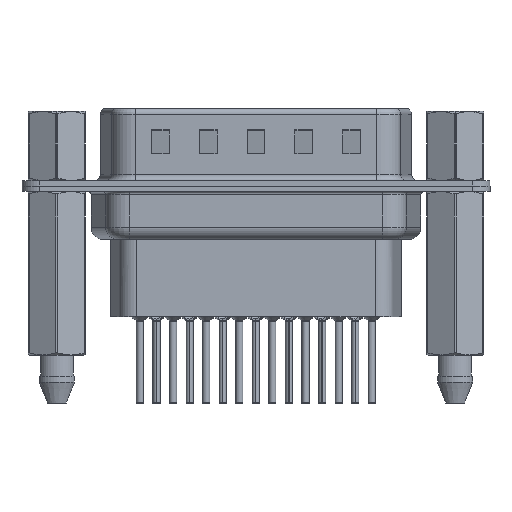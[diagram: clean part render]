
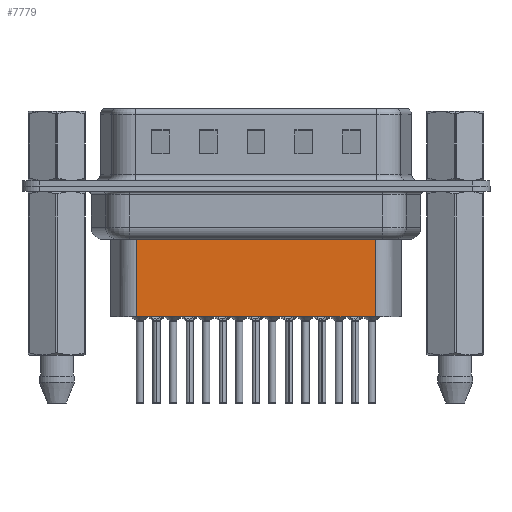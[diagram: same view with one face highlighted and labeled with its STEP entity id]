
A CAD part, front view. The second image highlights one B-rep face of the part: STEP entity #7779.
In plain terms, the highlighted planar face has unit normal (0, -1, 0).
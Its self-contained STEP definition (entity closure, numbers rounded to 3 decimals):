
#158 = CARTESIAN_POINT ( 'NONE',  ( 26.619, -3.5, -3.1 ) ) ;
#193 = FACE_OUTER_BOUND ( 'NONE', #11509, .T. ) ;
#750 = DIRECTION ( 'NONE',  ( -1., 0., 0. ) ) ;
#2617 = VERTEX_POINT ( 'NONE', #11979 ) ;
#2682 = VERTEX_POINT ( 'NONE', #5413 ) ;
#3849 = EDGE_CURVE ( 'NONE', #21391, #2682, #20699, .T. ) ;
#5361 = ORIENTED_EDGE ( 'NONE', *, *, #12866, .F. ) ;
#5413 = CARTESIAN_POINT ( 'NONE',  ( 6.681, -3.5, -4.097 ) ) ;
#5643 = ORIENTED_EDGE ( 'NONE', *, *, #3849, .T. ) ;
#6523 = DIRECTION ( 'NONE',  ( 0., 0., -1. ) ) ;
#6584 = CARTESIAN_POINT ( 'NONE',  ( 6.681, -3.5, -10.95 ) ) ;
#6986 = LINE ( 'NONE', #158, #15622 ) ;
#7779 = ADVANCED_FACE ( 'NONE', ( #193 ), #11396, .T. ) ;
#8278 = EDGE_CURVE ( 'NONE', #2682, #8866, #24019, .T. ) ;
#8866 = VERTEX_POINT ( 'NONE', #24422 ) ;
#9325 = CARTESIAN_POINT ( 'NONE',  ( 6.434, -3.5, -4.097 ) ) ;
#9350 = CARTESIAN_POINT ( 'NONE',  ( 6.681, -3.5, -3.1 ) ) ;
#10737 = ORIENTED_EDGE ( 'NONE', *, *, #11947, .F. ) ;
#10754 = ORIENTED_EDGE ( 'NONE', *, *, #8278, .T. ) ;
#11396 = PLANE ( 'NONE',  #27581 ) ;
#11509 = EDGE_LOOP ( 'NONE', ( #5361, #5643, #10754, #10737 ) ) ;
#11947 = EDGE_CURVE ( 'NONE', #2617, #8866, #13013, .T. ) ;
#11979 = CARTESIAN_POINT ( 'NONE',  ( 26.619, -3.5, -10.95 ) ) ;
#12866 = EDGE_CURVE ( 'NONE', #21391, #2617, #6986, .T. ) ;
#13013 = LINE ( 'NONE', #6584, #16585 ) ;
#13054 = VECTOR ( 'NONE', #750, 1000. ) ;
#15622 = VECTOR ( 'NONE', #17643, 1000. ) ;
#15929 = CARTESIAN_POINT ( 'NONE',  ( 26.619, -3.5, -4.097 ) ) ;
#16585 = VECTOR ( 'NONE', #26442, 1000. ) ;
#17643 = DIRECTION ( 'NONE',  ( 0., 0., -1. ) ) ;
#18254 = DIRECTION ( 'NONE',  ( 0., -1., 0. ) ) ;
#20294 = DIRECTION ( 'NONE',  ( 1., 0., 0. ) ) ;
#20699 = LINE ( 'NONE', #9325, #13054 ) ;
#21391 = VERTEX_POINT ( 'NONE', #15929 ) ;
#21832 = CARTESIAN_POINT ( 'NONE',  ( 6.681, -3.5, -3.1 ) ) ;
#24019 = LINE ( 'NONE', #21832, #27606 ) ;
#24422 = CARTESIAN_POINT ( 'NONE',  ( 6.681, -3.5, -10.95 ) ) ;
#26442 = DIRECTION ( 'NONE',  ( -1., 0., 0. ) ) ;
#27581 = AXIS2_PLACEMENT_3D ( 'NONE', #9350, #18254, #20294 ) ;
#27606 = VECTOR ( 'NONE', #6523, 1000. ) ;
